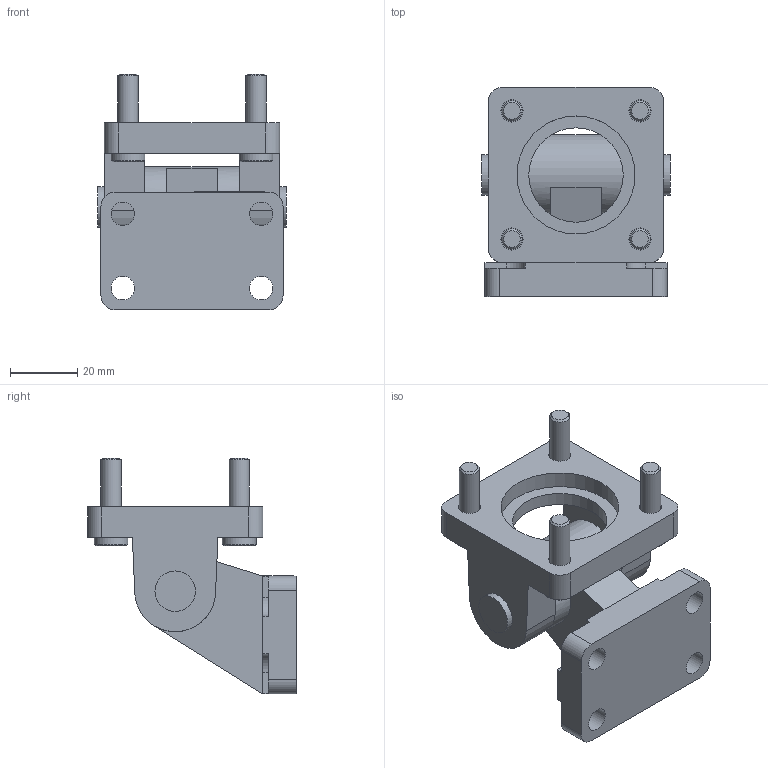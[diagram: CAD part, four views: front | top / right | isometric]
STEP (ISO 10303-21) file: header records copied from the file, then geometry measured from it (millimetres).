
FILE_DESCRIPTION (( 'STEP AP214' ), '1' );
FILE_NAME ('RK-SCR2-P08.STEP', '2025-05-12T17:08:27', ( '' ), ( '' ), 'SwSTEP 2.0', 'SolidWorks 2023', '' );
FILE_SCHEMA (( 'AUTOMOTIVE_DESIGN' ));
Length unit declared in the file: millimetre
Products named in the file (2): RK-SCR2-P08; 1320.40.23F
Assembly tree (1 placements, depth 2):
  RK-SCR2-P08
    1320.40.23F
Bounding box: 56 x 62 x 70 mm (x, y, z)
Volume: 72158.5 mm3; surface area: 25725.6 mm2
Topology: 6 solids, 6 shells, 162 faces, 343 edges, 207 vertices
Faces by surface type: plane 85, cylinder 41, cone 36
Full cylindrical faces by diameter (mm): 6 x4, 6.6 x4, 7 x4, 10 x4, 10.5 x4, 12 x4, 24 x1, 28 x1, 35 x1
Entity records: 6194 total; most frequent: CARTESIAN_POINT 932, DIRECTION 728, ORIENTED_EDGE 598, EDGE_CURVE 299, AXIS2_PLACEMENT_3D 287, EDGE_LOOP 238, VERTEX_POINT 203, FACE_OUTER_BOUND 189
